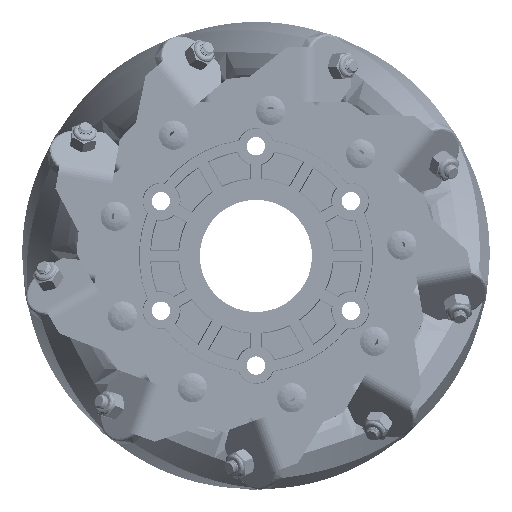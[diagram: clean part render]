
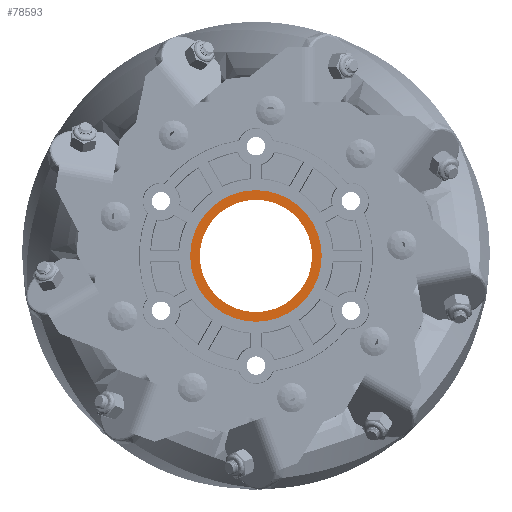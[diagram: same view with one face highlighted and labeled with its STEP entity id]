
A CAD part, left-side view. The second image highlights one B-rep face of the part: STEP entity #78593.
In plain terms, the highlighted planar face has unit normal (-1, 0, 0).
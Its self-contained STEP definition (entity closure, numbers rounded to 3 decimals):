
#1536 = DIRECTION ( 'NONE',  ( -1., 0., 0. ) ) ;
#2079 = FACE_OUTER_BOUND ( 'NONE', #108222, .T. ) ;
#2777 = VERTEX_POINT ( 'NONE', #22236 ) ;
#5378 = EDGE_CURVE ( 'NONE', #23767, #23767, #18916, .T. ) ;
#5977 = DIRECTION ( 'NONE',  ( 1., 0., 0. ) ) ;
#9863 = EDGE_LOOP ( 'NONE', ( #78583 ) ) ;
#18916 = CIRCLE ( 'NONE', #57565, 14.288 ) ;
#21098 = AXIS2_PLACEMENT_3D ( 'NONE', #57100, #5977, #65765 ) ;
#22236 = CARTESIAN_POINT ( 'NONE',  ( -16.751, 63.552, 80.47 ) ) ;
#23767 = VERTEX_POINT ( 'NONE', #33080 ) ;
#24596 = CARTESIAN_POINT ( 'NONE',  ( -16.751, 63.552, 68.278 ) ) ;
#30205 = FACE_BOUND ( 'NONE', #9863, .T. ) ;
#33080 = CARTESIAN_POINT ( 'NONE',  ( -16.751, 63.552, 82.566 ) ) ;
#33179 = DIRECTION ( 'NONE',  ( 0., 0., 1. ) ) ;
#44535 = CIRCLE ( 'NONE', #21098, 12.192 ) ;
#52126 = AXIS2_PLACEMENT_3D ( 'NONE', #24596, #84447, #33179 ) ;
#52696 = CARTESIAN_POINT ( 'NONE',  ( -16.751, 63.552, 68.278 ) ) ;
#57100 = CARTESIAN_POINT ( 'NONE',  ( -16.751, 63.552, 68.278 ) ) ;
#57565 = AXIS2_PLACEMENT_3D ( 'NONE', #52696, #1536, #61315 ) ;
#61315 = DIRECTION ( 'NONE',  ( 0., 0., 1. ) ) ;
#65765 = DIRECTION ( 'NONE',  ( 0., 0., 1. ) ) ;
#67881 = EDGE_CURVE ( 'NONE', #2777, #2777, #44535, .T. ) ;
#78583 = ORIENTED_EDGE ( 'NONE', *, *, #67881, .T. ) ;
#78593 = ADVANCED_FACE ( 'NONE', ( #2079, #30205 ), #109569, .T. ) ;
#84447 = DIRECTION ( 'NONE',  ( -1., 0., 0. ) ) ;
#90782 = ORIENTED_EDGE ( 'NONE', *, *, #5378, .T. ) ;
#108222 = EDGE_LOOP ( 'NONE', ( #90782 ) ) ;
#109569 = PLANE ( 'NONE',  #52126 ) ;
